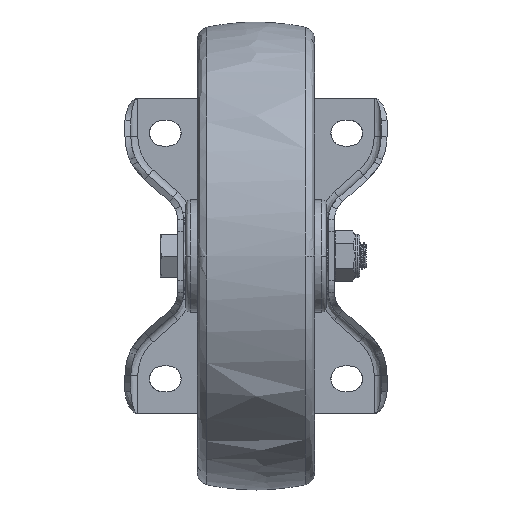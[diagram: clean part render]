
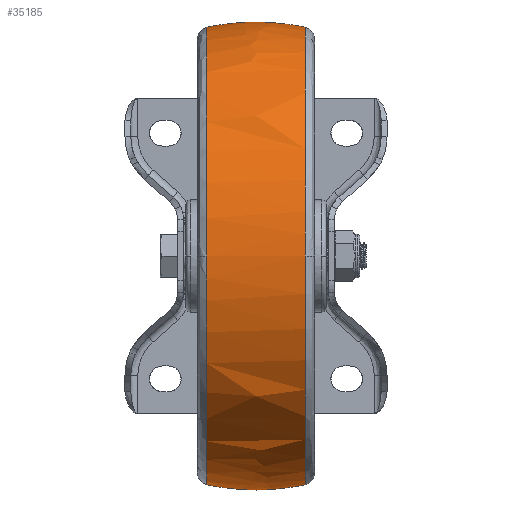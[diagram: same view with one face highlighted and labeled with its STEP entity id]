
A CAD part, front view. The second image highlights one B-rep face of the part: STEP entity #35185.
In plain terms, the highlighted free-form (B-spline) face has degree [3, 3] with [4, 4] control points.
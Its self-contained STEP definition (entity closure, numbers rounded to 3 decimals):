
#38 = ORIENTED_EDGE ( 'NONE', *, *, #9455, .T. ) ;
#69 = CARTESIAN_POINT ( 'NONE',  ( 0., -135.5, -100. ) ) ;
#273 = EDGE_CURVE ( 'NONE', #9260, #39320, #33363, .T. ) ;
#616 = CARTESIAN_POINT ( 'NONE',  ( 0., -135.5, 0. ) ) ;
#727 = CARTESIAN_POINT ( 'NONE',  ( 200., -135.5, 100. ) ) ;
#943 = CARTESIAN_POINT ( 'NONE',  ( 0., -135.5, 100. ) ) ;
#2014 = EDGE_CURVE ( 'NONE', #42841, #25871, #37900, .T. ) ;
#3609 = CARTESIAN_POINT ( 'NONE',  ( 200., -535.5, 100. ) ) ;
#4616 = AXIS2_PLACEMENT_3D ( 'NONE', #22189, #11753, #35899 ) ;
#5538 = VERTEX_POINT ( 'NONE', #10784 ) ;
#5692 = EDGE_CURVE ( 'NONE', #39320, #5538, #7622, .T. ) ;
#6363 = CARTESIAN_POINT ( 'NONE',  ( 0., -135.5, 0. ) ) ;
#6523 = CARTESIAN_POINT ( 'NONE',  ( 21.053, -233.259, 0. ) ) ;
#6905 = AXIS2_PLACEMENT_3D ( 'NONE', #27512, #38152, #37704 ) ;
#7303 = ORIENTED_EDGE ( 'NONE', *, *, #20492, .F. ) ;
#7396 = CARTESIAN_POINT ( 'NONE',  ( 0., -135.5, -100. ) ) ;
#7602 = CARTESIAN_POINT ( 'NONE',  ( -200., -135.5, -100. ) ) ;
#7622 =( BOUNDED_CURVE ( )  B_SPLINE_CURVE ( 3, ( #19406, #9423, #32905, #12962 ),
 .UNSPECIFIED., .F., .F. ) 
 B_SPLINE_CURVE_WITH_KNOTS ( ( 4, 4 ),
 ( 0., 1. ),
 .UNSPECIFIED. ) 
 CURVE ( )  GEOMETRIC_REPRESENTATION_ITEM ( )  RATIONAL_B_SPLINE_CURVE ( ( 1., 0.805, 0.805, 1. ) ) 
 REPRESENTATION_ITEM ( '' )  );
#8904 = CIRCLE ( 'NONE', #4616, 100. ) ;
#9260 = VERTEX_POINT ( 'NONE', #38498 ) ;
#9423 = CARTESIAN_POINT ( 'NONE',  ( -21.053, -233.259, 57.266 ) ) ;
#9455 = EDGE_CURVE ( 'NONE', #23500, #5538, #39444, .T. ) ;
#10784 = CARTESIAN_POINT ( 'NONE',  ( -21.053, -135.5, 97.759 ) ) ;
#10917 = CARTESIAN_POINT ( 'NONE',  ( 200., -535.5, -100. ) ) ;
#11753 = DIRECTION ( 'NONE',  ( 0., 1., 0. ) ) ;
#12962 = CARTESIAN_POINT ( 'NONE',  ( -21.053, -135.5, 97.759 ) ) ;
#13041 =( BOUNDED_CURVE ( )  B_SPLINE_CURVE ( 3, ( #36260, #22550, #39376, #43144 ),
 .UNSPECIFIED., .F., .F. ) 
 B_SPLINE_CURVE_WITH_KNOTS ( ( 4, 4 ),
 ( 0., 1. ),
 .UNSPECIFIED. ) 
 CURVE ( )  GEOMETRIC_REPRESENTATION_ITEM ( )  RATIONAL_B_SPLINE_CURVE ( ( 1., 0.805, 0.805, 1. ) ) 
 REPRESENTATION_ITEM ( '' )  );
#13680 = ORIENTED_EDGE ( 'NONE', *, *, #2014, .F. ) ;
#14043 = CARTESIAN_POINT ( 'NONE',  ( -200., -535.5, 100. ) ) ;
#15922 = CARTESIAN_POINT ( 'NONE',  ( -21.053, -233.259, -57.266 ) ) ;
#16344 = ORIENTED_EDGE ( 'NONE', *, *, #5692, .F. ) ;
#16921 = CARTESIAN_POINT ( 'NONE',  ( 200., -135.5, -100. ) ) ;
#16941 = CARTESIAN_POINT ( 'NONE',  ( 21.053, -135.5, 97.759 ) ) ;
#17040 = DIRECTION ( 'NONE',  ( 0., -1., 0. ) ) ;
#17262 = CARTESIAN_POINT ( 'NONE',  ( 21.053, -233.259, 0. ) ) ;
#17630 = CIRCLE ( 'NONE', #28233, 100. ) ;
#19406 = CARTESIAN_POINT ( 'NONE',  ( -21.053, -233.259, 0. ) ) ;
#19636 = VERTEX_POINT ( 'NONE', #7396 ) ;
#19668 = DIRECTION ( 'NONE',  ( 0., 0., 1. ) ) ;
#20106 = DIRECTION ( 'NONE',  ( 0., 1., 0. ) ) ;
#20468 = CARTESIAN_POINT ( 'NONE',  ( -200., -135.5, 100. ) ) ;
#20492 = EDGE_CURVE ( 'NONE', #25871, #32583, #13041, .T. ) ;
#21130 = FACE_OUTER_BOUND ( 'NONE', #39994, .T. ) ;
#21958 = EDGE_CURVE ( 'NONE', #23500, #42841, #17630, .T. ) ;
#22189 = CARTESIAN_POINT ( 'NONE',  ( 0., -135.5, 0. ) ) ;
#22550 = CARTESIAN_POINT ( 'NONE',  ( 21.053, -233.259, -57.266 ) ) ;
#22997 = CARTESIAN_POINT ( 'NONE',  ( 21.053, -135.5, 97.759 ) ) ;
#23376 = CARTESIAN_POINT ( 'NONE',  ( 21.053, -192.766, 97.759 ) ) ;
#23500 = VERTEX_POINT ( 'NONE', #24914 ) ;
#23790 = CARTESIAN_POINT ( 'NONE',  ( 0., -135.5, -100. ) ) ;
#24441 = CARTESIAN_POINT ( 'NONE',  ( 0., -135.5, -100. ) ) ;
#24914 = CARTESIAN_POINT ( 'NONE',  ( 0., -135.5, 100. ) ) ;
#25871 = VERTEX_POINT ( 'NONE', #17262 ) ;
#26037 = CIRCLE ( 'NONE', #27437, 100. ) ;
#26901 = CARTESIAN_POINT ( 'NONE',  ( 21.053, -233.259, 57.266 ) ) ;
#27437 = AXIS2_PLACEMENT_3D ( 'NONE', #616, #17040, #30098 ) ;
#27512 = CARTESIAN_POINT ( 'NONE',  ( 0., -135.5, 0. ) ) ;
#28233 = AXIS2_PLACEMENT_3D ( 'NONE', #6363, #20106, #19668 ) ;
#29426 = CARTESIAN_POINT ( 'NONE',  ( -21.053, -135.5, -97.759 ) ) ;
#29467 = ORIENTED_EDGE ( 'NONE', *, *, #42719, .F. ) ;
#30098 = DIRECTION ( 'NONE',  ( 0., 0., 1. ) ) ;
#30431 = CARTESIAN_POINT ( 'NONE',  ( 0., -135.5, 100. ) ) ;
#30563 = ORIENTED_EDGE ( 'NONE', *, *, #30793, .T. ) ;
#30793 = EDGE_CURVE ( 'NONE', #9260, #19636, #26037, .T. ) ;
#30905 =( BOUNDED_SURFACE ( )  B_SPLINE_SURFACE ( 3, 3, ( 
 ( #37735, #30431, #943, #40630 ),
 ( #20468, #14043, #3609, #727 ),
 ( #7602, #33971, #10917, #16921 ),
 ( #23790, #40412, #69, #24441 ) ),
 .UNSPECIFIED., .F., .F., .T. ) 
 B_SPLINE_SURFACE_WITH_KNOTS ( ( 4, 4 ),
 ( 4, 4 ),
 ( 0., 1. ),
 ( 0., 1. ),
 .UNSPECIFIED. ) 
 GEOMETRIC_REPRESENTATION_ITEM ( )  RATIONAL_B_SPLINE_SURFACE ( (
 ( 1., 0.333, 0.333, 1.),
 ( 0.333, 0.111, 0.111, 0.333),
 ( 0.333, 0.111, 0.111, 0.333),
 ( 1., 0.333, 0.333, 1.) ) ) 
 REPRESENTATION_ITEM ( '' )  SURFACE ( )  );
#31607 = CARTESIAN_POINT ( 'NONE',  ( -21.053, -233.259, 0. ) ) ;
#32583 = VERTEX_POINT ( 'NONE', #35435 ) ;
#32905 = CARTESIAN_POINT ( 'NONE',  ( -21.053, -192.766, 97.759 ) ) ;
#33363 =( BOUNDED_CURVE ( )  B_SPLINE_CURVE ( 3, ( #29426, #36078, #15922, #42951 ),
 .UNSPECIFIED., .F., .F. ) 
 B_SPLINE_CURVE_WITH_KNOTS ( ( 4, 4 ),
 ( 0., 1. ),
 .UNSPECIFIED. ) 
 CURVE ( )  GEOMETRIC_REPRESENTATION_ITEM ( )  RATIONAL_B_SPLINE_CURVE ( ( 1., 0.805, 0.805, 1. ) ) 
 REPRESENTATION_ITEM ( '' )  );
#33971 = CARTESIAN_POINT ( 'NONE',  ( -200., -535.5, -100. ) ) ;
#35185 = ADVANCED_FACE ( 'NONE', ( #21130 ), #30905, .T. ) ;
#35248 = ORIENTED_EDGE ( 'NONE', *, *, #273, .F. ) ;
#35435 = CARTESIAN_POINT ( 'NONE',  ( 21.053, -135.5, -97.759 ) ) ;
#35899 = DIRECTION ( 'NONE',  ( 0., 0., 1. ) ) ;
#36078 = CARTESIAN_POINT ( 'NONE',  ( -21.053, -192.766, -97.759 ) ) ;
#36260 = CARTESIAN_POINT ( 'NONE',  ( 21.053, -233.259, 0. ) ) ;
#37704 = DIRECTION ( 'NONE',  ( 0., 0., 1. ) ) ;
#37735 = CARTESIAN_POINT ( 'NONE',  ( 0., -135.5, 100. ) ) ;
#37900 =( BOUNDED_CURVE ( )  B_SPLINE_CURVE ( 3, ( #16941, #23376, #26901, #6523 ),
 .UNSPECIFIED., .F., .T. ) 
 B_SPLINE_CURVE_WITH_KNOTS ( ( 4, 4 ),
 ( 0., 1. ),
 .UNSPECIFIED. ) 
 CURVE ( )  GEOMETRIC_REPRESENTATION_ITEM ( )  RATIONAL_B_SPLINE_CURVE ( ( 1., 0.805, 0.805, 1. ) ) 
 REPRESENTATION_ITEM ( '' )  );
#38152 = DIRECTION ( 'NONE',  ( 0., -1., 0. ) ) ;
#38498 = CARTESIAN_POINT ( 'NONE',  ( -21.053, -135.5, -97.759 ) ) ;
#39320 = VERTEX_POINT ( 'NONE', #31607 ) ;
#39376 = CARTESIAN_POINT ( 'NONE',  ( 21.053, -192.766, -97.759 ) ) ;
#39444 = CIRCLE ( 'NONE', #6905, 100. ) ;
#39994 = EDGE_LOOP ( 'NONE', ( #40598, #38, #16344, #35248, #30563, #29467, #7303, #13680 ) ) ;
#40412 = CARTESIAN_POINT ( 'NONE',  ( 0., -135.5, -100. ) ) ;
#40598 = ORIENTED_EDGE ( 'NONE', *, *, #21958, .F. ) ;
#40630 = CARTESIAN_POINT ( 'NONE',  ( 0., -135.5, 100. ) ) ;
#42719 = EDGE_CURVE ( 'NONE', #32583, #19636, #8904, .T. ) ;
#42841 = VERTEX_POINT ( 'NONE', #22997 ) ;
#42951 = CARTESIAN_POINT ( 'NONE',  ( -21.053, -233.259, 0. ) ) ;
#43144 = CARTESIAN_POINT ( 'NONE',  ( 21.053, -135.5, -97.759 ) ) ;
